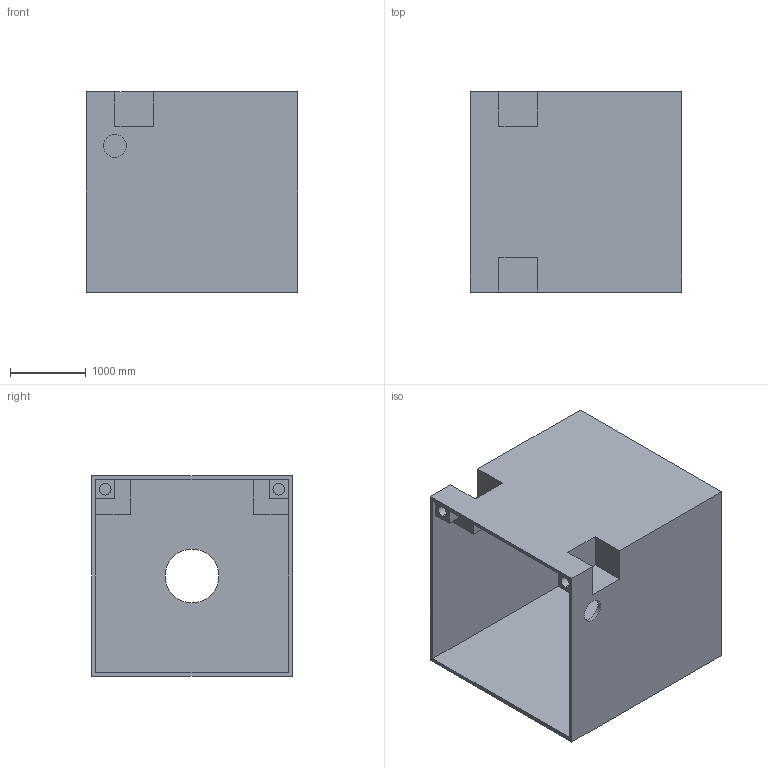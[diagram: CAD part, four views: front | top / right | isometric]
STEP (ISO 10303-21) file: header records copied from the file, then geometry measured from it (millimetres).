
FILE_DESCRIPTION((''),'2;1');
FILE_NAME('PUSH_BUTTON_CASE_TOP','2019-12-13T16:08:10',('max'),(''),'CREO PARAMETRIC BY PTC INC, 2019224','CREO PARAMETRIC BY PTC INC, 2019224','');
FILE_SCHEMA(('CONFIG_CONTROL_DESIGN'));
Length unit declared in the file: inch
Products named in the file (1): PUSH_BUTTON_CASE_TOP
Bounding box: 2794 x 2641.6 x 2641.6 mm (x, y, z)
Volume: 2012977374.5 mm3; surface area: 72285393.6 mm2
Topology: 1 solids, 1 shells, 41 faces, 122 edges, 84 vertices
Faces by surface type: plane 33, cylinder 8
Entity records: 1436 total; most frequent: CARTESIAN_POINT 247, ORIENTED_EDGE 244, DIRECTION 224, EDGE_CURVE 122, VECTOR 102, LINE 102, VERTEX_POINT 84, AXIS2_PLACEMENT_3D 61
